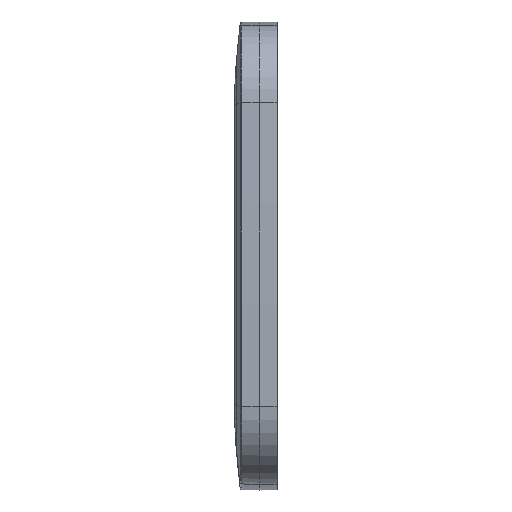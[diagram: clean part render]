
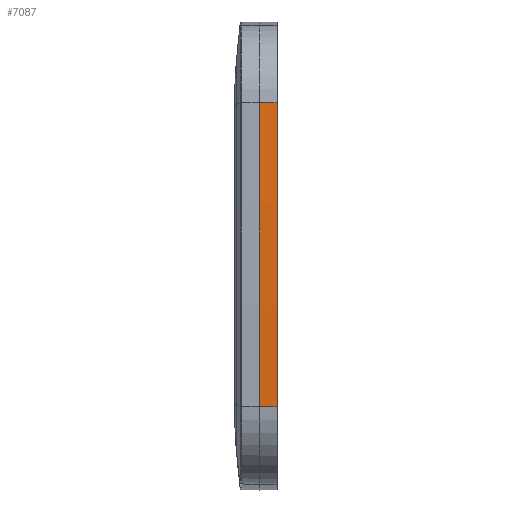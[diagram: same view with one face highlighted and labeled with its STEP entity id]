
A CAD part, top view. The second image highlights one B-rep face of the part: STEP entity #7087.
In plain terms, the highlighted cylindrical face has radius 617.083 mm (diameter 1234.17 mm), a partial arc.
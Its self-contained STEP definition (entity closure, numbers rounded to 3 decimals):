
#207 = VERTEX_POINT ( 'NONE', #3376 ) ;
#555 = ORIENTED_EDGE ( 'NONE', *, *, #10458, .T. ) ;
#556 = DIRECTION ( 'NONE',  ( 0.045, -0.999, 0. ) ) ;
#576 = ORIENTED_EDGE ( 'NONE', *, *, #10012, .F. ) ;
#705 = VERTEX_POINT ( 'NONE', #7208 ) ;
#867 = FACE_OUTER_BOUND ( 'NONE', #4483, .T. ) ;
#1842 = CIRCLE ( 'NONE', #8659, 617.083 ) ;
#2120 = LINE ( 'NONE', #3071, #2594 ) ;
#2272 = AXIS2_PLACEMENT_3D ( 'NONE', #8793, #3594, #10692 ) ;
#2531 = VERTEX_POINT ( 'NONE', #7824 ) ;
#2594 = VECTOR ( 'NONE', #6673, 1000. ) ;
#2830 = DIRECTION ( 'NONE',  ( 0., 0., 1. ) ) ;
#3071 = CARTESIAN_POINT ( 'NONE',  ( -28.059, -148.862, -310.922 ) ) ;
#3376 = CARTESIAN_POINT ( 'NONE',  ( -28.059, -148.862, 0.2 ) ) ;
#3594 = DIRECTION ( 'NONE',  ( 0., 0., 1. ) ) ;
#3770 = CARTESIAN_POINT ( 'NONE',  ( 28.059, -148.862, -310.922 ) ) ;
#4349 = VECTOR ( 'NONE', #2830, 1000. ) ;
#4483 = EDGE_LOOP ( 'NONE', ( #7812, #5492, #555, #576 ) ) ;
#4499 = AXIS2_PLACEMENT_3D ( 'NONE', #5632, #11067, #9235 ) ;
#5164 = CARTESIAN_POINT ( 'NONE',  ( 28.059, -148.862, 0.2 ) ) ;
#5223 = EDGE_CURVE ( 'NONE', #6129, #207, #8078, .T. ) ;
#5492 = ORIENTED_EDGE ( 'NONE', *, *, #7187, .T. ) ;
#5632 = CARTESIAN_POINT ( 'NONE',  ( 0., 467.583, 0.2 ) ) ;
#5941 = CARTESIAN_POINT ( 'NONE',  ( 0., 467.583, 3.5 ) ) ;
#6129 = VERTEX_POINT ( 'NONE', #5164 ) ;
#6673 = DIRECTION ( 'NONE',  ( 0., 0., 1. ) ) ;
#6937 = DIRECTION ( 'NONE',  ( 0., 0., -1. ) ) ;
#7087 = ADVANCED_FACE ( 'NONE', ( #867 ), #8091, .T. ) ;
#7187 = EDGE_CURVE ( 'NONE', #6129, #705, #9145, .T. ) ;
#7208 = CARTESIAN_POINT ( 'NONE',  ( 28.059, -148.862, 3.5 ) ) ;
#7812 = ORIENTED_EDGE ( 'NONE', *, *, #5223, .F. ) ;
#7824 = CARTESIAN_POINT ( 'NONE',  ( -28.059, -148.862, 3.5 ) ) ;
#8078 = CIRCLE ( 'NONE', #4499, 617.083 ) ;
#8091 = CYLINDRICAL_SURFACE ( 'NONE', #2272, 617.083 ) ;
#8659 = AXIS2_PLACEMENT_3D ( 'NONE', #5941, #6937, #556 ) ;
#8793 = CARTESIAN_POINT ( 'NONE',  ( 0., 467.583, -310.922 ) ) ;
#9145 = LINE ( 'NONE', #3770, #4349 ) ;
#9235 = DIRECTION ( 'NONE',  ( -1., 0., 0. ) ) ;
#10012 = EDGE_CURVE ( 'NONE', #207, #2531, #2120, .T. ) ;
#10458 = EDGE_CURVE ( 'NONE', #705, #2531, #1842, .T. ) ;
#10692 = DIRECTION ( 'NONE',  ( 1., 0., 0. ) ) ;
#11067 = DIRECTION ( 'NONE',  ( 0., 0., -1. ) ) ;
